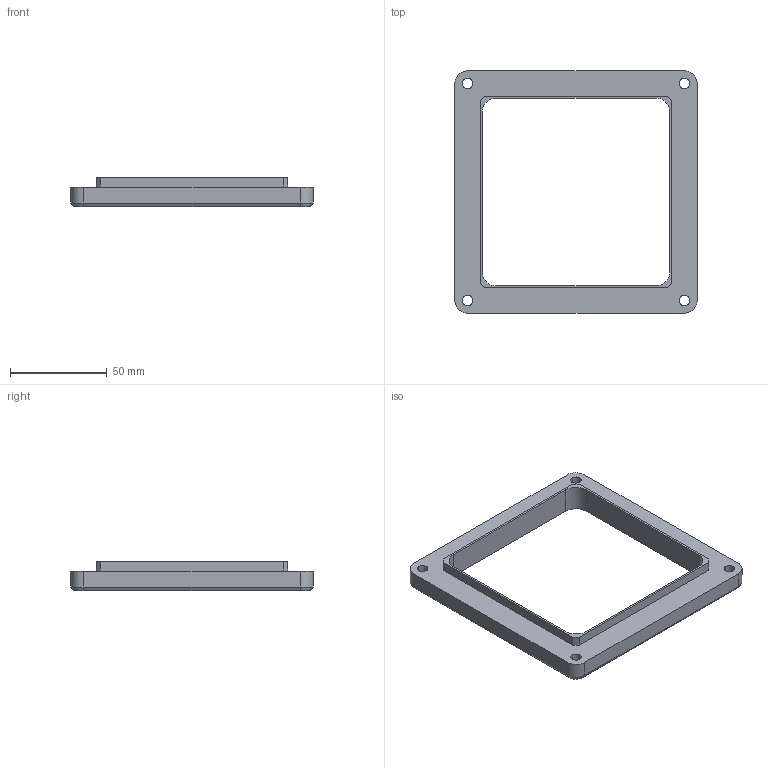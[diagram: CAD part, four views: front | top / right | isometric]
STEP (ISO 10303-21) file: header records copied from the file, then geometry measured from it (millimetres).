
FILE_DESCRIPTION(/* description */ (''),/* implementation_level */ '2;1');
FILE_NAME(/* name */ 'CARRE-~2',/* time_stamp */ '2022-01-04T22:01:12+01:00',/* author */ (''),/* organization */ (''),/* preprocessor_version */ 'ST-DEVELOPER v16.5',/* originating_system */ '',/* authorisation */ '');
FILE_SCHEMA (('AUTOMOTIVE_DESIGN'));
Length unit declared in the file: millimetre
Products named in the file (1): Document
Bounding box: 125 x 125 x 15.01 mm (x, y, z)
Volume: 61593.5 mm3; surface area: 25214.4 mm2
Topology: 1 solids, 1 shells, 135 faces, 359 edges, 234 vertices
Faces by surface type: plane 76, bspline 59
Entity records: 4377 total; most frequent: CARTESIAN_POINT 2074, ORIENTED_EDGE 718, EDGE_CURVE 359, B_SPLINE_CURVE_WITH_KNOTS 271, VERTEX_POINT 234, EDGE_LOOP 153, ADVANCED_FACE 135, FACE_OUTER_BOUND 135
